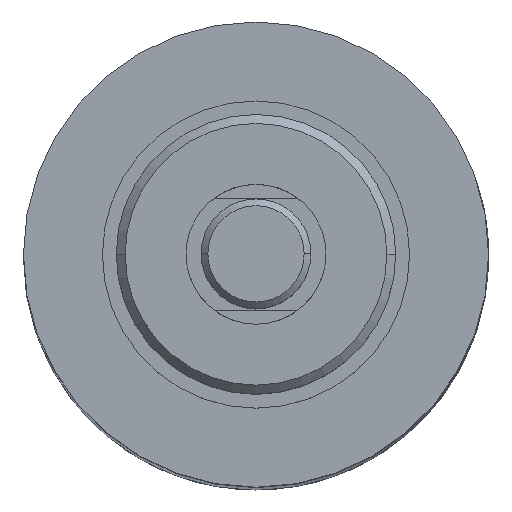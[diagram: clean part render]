
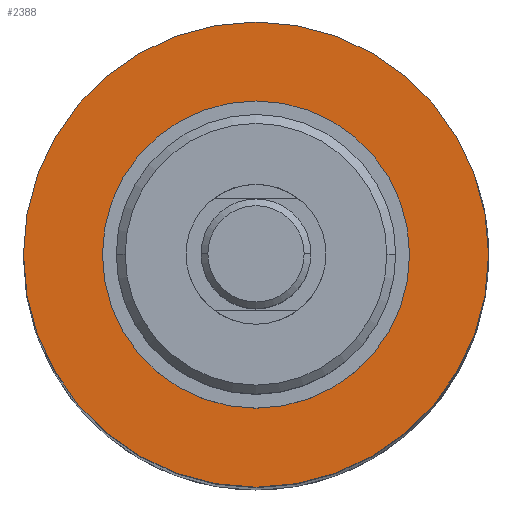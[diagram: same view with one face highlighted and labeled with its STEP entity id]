
A CAD part, top view. The second image highlights one B-rep face of the part: STEP entity #2388.
In plain terms, the highlighted planar face has unit normal (0, 0, 1).
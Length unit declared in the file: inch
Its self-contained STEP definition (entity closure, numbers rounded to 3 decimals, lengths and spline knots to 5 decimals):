
#6 = CIRCLE ( 'NONE', #172, 1.04 ) ;
#109 = DIRECTION ( 'NONE',  ( 1., 0., 0. ) ) ;
#172 = AXIS2_PLACEMENT_3D ( 'NONE', #378, #1696, #574 ) ;
#181 = DIRECTION ( 'NONE',  ( 0., 0., 1. ) ) ;
#185 = VERTEX_POINT ( 'NONE', #422 ) ;
#209 = CARTESIAN_POINT ( 'NONE',  ( -1.04, 0., 0.92 ) ) ;
#245 = CARTESIAN_POINT ( 'NONE',  ( 0., 0., 0.92 ) ) ;
#298 = CIRCLE ( 'NONE', #975, 0.68675 ) ;
#378 = CARTESIAN_POINT ( 'NONE',  ( 0., 0., 0.92 ) ) ;
#393 = CARTESIAN_POINT ( 'NONE',  ( -0.68675, 0., 0.92 ) ) ;
#422 = CARTESIAN_POINT ( 'NONE',  ( 0.68675, 0., 0.92 ) ) ;
#428 = ORIENTED_EDGE ( 'NONE', *, *, #1026, .F. ) ;
#442 = DIRECTION ( 'NONE',  ( 1., 0., 0. ) ) ;
#574 = DIRECTION ( 'NONE',  ( 1., 0., 0. ) ) ;
#597 = CIRCLE ( 'NONE', #770, 1.04 ) ;
#678 = EDGE_CURVE ( 'NONE', #2160, #185, #716, .T. ) ;
#706 = FACE_BOUND ( 'NONE', #2285, .T. ) ;
#716 = CIRCLE ( 'NONE', #1822, 0.68675 ) ;
#748 = EDGE_CURVE ( 'NONE', #1268, #2068, #597, .T. ) ;
#770 = AXIS2_PLACEMENT_3D ( 'NONE', #1316, #181, #1503 ) ;
#856 = CARTESIAN_POINT ( 'NONE',  ( 0., 0., 0.92 ) ) ;
#975 = AXIS2_PLACEMENT_3D ( 'NONE', #245, #1566, #442 ) ;
#996 = CARTESIAN_POINT ( 'NONE',  ( 0., 0., 0.92 ) ) ;
#1026 = EDGE_CURVE ( 'NONE', #185, #2160, #298, .T. ) ;
#1143 = CARTESIAN_POINT ( 'NONE',  ( 1.04, 0., 0.92 ) ) ;
#1193 = DIRECTION ( 'NONE',  ( 1., 0., 0. ) ) ;
#1203 = EDGE_CURVE ( 'NONE', #2068, #1268, #6, .T. ) ;
#1241 = DIRECTION ( 'NONE',  ( 0., 0., 1. ) ) ;
#1268 = VERTEX_POINT ( 'NONE', #209 ) ;
#1316 = CARTESIAN_POINT ( 'NONE',  ( 0., 0., 0.92 ) ) ;
#1503 = DIRECTION ( 'NONE',  ( 1., 0., 0. ) ) ;
#1566 = DIRECTION ( 'NONE',  ( 0., 0., 1. ) ) ;
#1651 = EDGE_LOOP ( 'NONE', ( #1892, #1653 ) ) ;
#1653 = ORIENTED_EDGE ( 'NONE', *, *, #1203, .T. ) ;
#1696 = DIRECTION ( 'NONE',  ( 0., 0., 1. ) ) ;
#1822 = AXIS2_PLACEMENT_3D ( 'NONE', #996, #2308, #1193 ) ;
#1868 = AXIS2_PLACEMENT_3D ( 'NONE', #856, #1241, #109 ) ;
#1892 = ORIENTED_EDGE ( 'NONE', *, *, #748, .T. ) ;
#2068 = VERTEX_POINT ( 'NONE', #1143 ) ;
#2142 = FACE_OUTER_BOUND ( 'NONE', #1651, .T. ) ;
#2160 = VERTEX_POINT ( 'NONE', #393 ) ;
#2170 = ORIENTED_EDGE ( 'NONE', *, *, #678, .F. ) ;
#2285 = EDGE_LOOP ( 'NONE', ( #2170, #428 ) ) ;
#2308 = DIRECTION ( 'NONE',  ( 0., 0., 1. ) ) ;
#2360 = PLANE ( 'NONE',  #1868 ) ;
#2388 = ADVANCED_FACE ( 'NONE', ( #2142, #706 ), #2360, .T. ) ;
